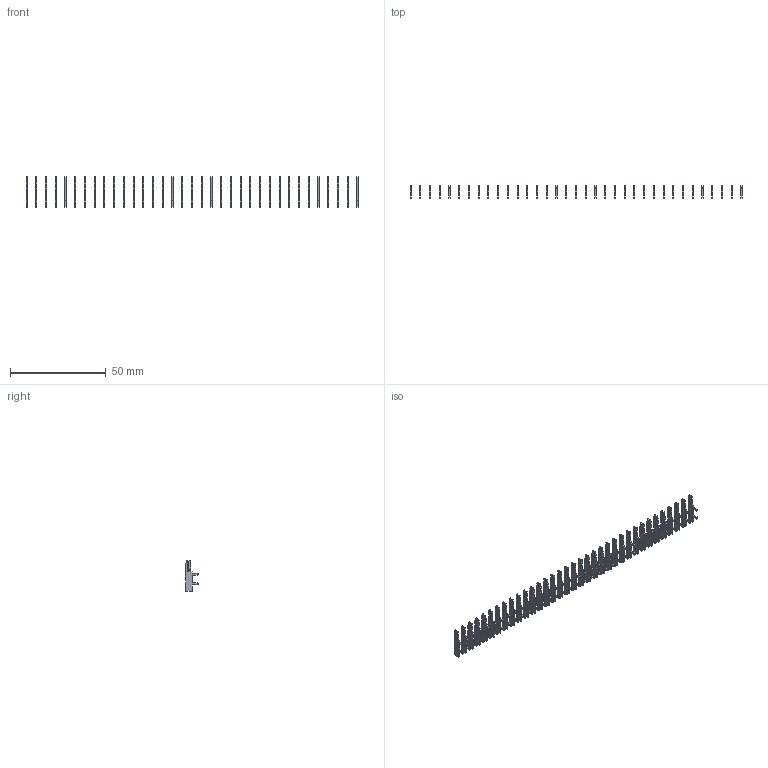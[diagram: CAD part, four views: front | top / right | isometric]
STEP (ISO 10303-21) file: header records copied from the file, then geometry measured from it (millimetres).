
FILE_DESCRIPTION (( 'STEP AP203' ), '1' );
FILE_NAME ('105-035-202-200.STEP', '2020-04-07T23:40:49', ( '' ), ( '' ), 'SwSTEP 2.0', 'SolidWorks 2016', '' );
FILE_SCHEMA (( 'CONFIG_CONTROL_DESIGN' ));
Length unit declared in the file: inch
Products named in the file (2): 105-035-202-200; 100-290-001_100-290-202
Assembly tree (35 placements, depth 2):
  105-035-202-200
    100-290-001_100-290-202  x35
Bounding box: 173.32 x 6.53 x 15.88 mm (x, y, z)
Volume: 1112 mm3; surface area: 4945.5 mm2
Topology: 35 solids, 35 shells, 1050 faces, 2940 edges, 1960 vertices
Faces by surface type: plane 805, cylinder 245
Entity records: 2250 total; most frequent: DIRECTION 230, CARTESIAN_POINT 220, ORIENTED_EDGE 168, EDGE_CURVE 84, AXIS2_PLACEMENT_3D 82, DATE_AND_TIME 80, CALENDAR_DATE 80, COORDINATED_UNIVERSAL_TIME_OFFSET 80
